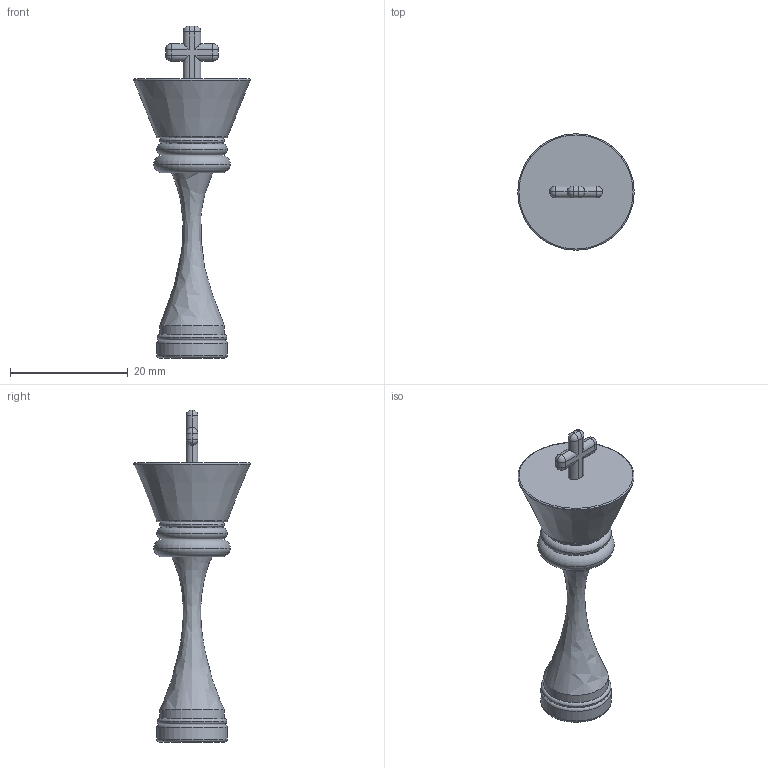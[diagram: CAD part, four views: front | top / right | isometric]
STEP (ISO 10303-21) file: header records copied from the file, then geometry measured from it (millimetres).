
FILE_DESCRIPTION(('HOOPS Exchange Step'),'2;1');
FILE_NAME('temp_export','2024-08-05T12:36:27+08:00',('sharma21'),('Shapr3D Limited'),'HOOPS Exchange 2024.2','Shapr3D','Authorized');
FILE_SCHEMA( ('AUTOMOTIVE_DESIGN { 1 0 10303 214 1 1 1 1 }') );
Length unit declared in the file: millimetre
Products named in the file (2): temp_import.step; root
Assembly tree (1 placements, depth 2):
  root
    temp_import.step
Bounding box: 19.81 x 19.81 x 56.5 mm (x, y, z)
Volume: 4035.2 mm3; surface area: 2164.4 mm2
Topology: 2 solids, 2 shells, 58 faces, 129 edges, 65 vertices
Faces by surface type: cylinder 24, torus 13, sphere 12, plane 7, cone 1, bspline 1
Full cylindrical faces by diameter (mm): 11 x1, 12 x1
Entity records: 1589 total; most frequent: DIRECTION 310, CARTESIAN_POINT 290, ORIENTED_EDGE 234, AXIS2_PLACEMENT_3D 136, EDGE_CURVE 117, CIRCLE 69, VERTEX_POINT 65, EDGE_LOOP 60
